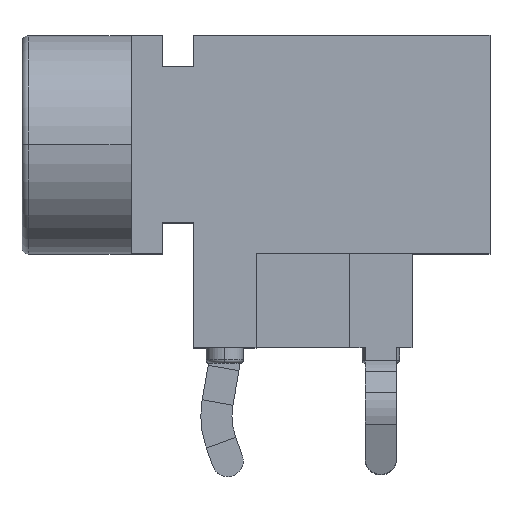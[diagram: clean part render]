
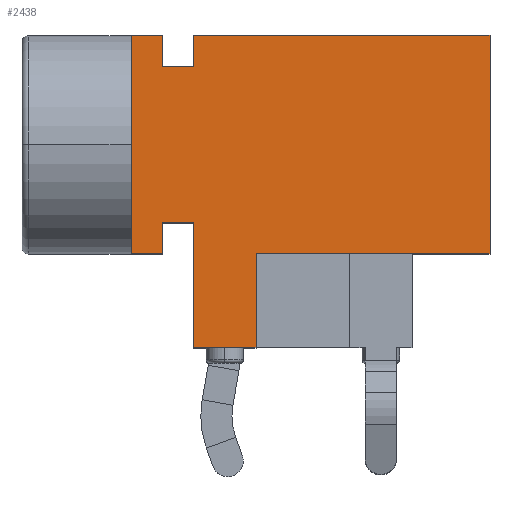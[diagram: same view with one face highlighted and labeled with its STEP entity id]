
A CAD part, top view. The second image highlights one B-rep face of the part: STEP entity #2438.
In plain terms, the highlighted planar face has unit normal (0, 0, 1).
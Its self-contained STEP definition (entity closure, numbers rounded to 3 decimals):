
#2 = FACE_OUTER_BOUND ( 'NONE', #3424, .T. ) ;
#43 = CARTESIAN_POINT ( 'NONE',  ( -2., 9., 6. ) ) ;
#45 = LINE ( 'NONE', #2822, #4069 ) ;
#56 = CARTESIAN_POINT ( 'NONE',  ( -2., 9., 6. ) ) ;
#100 = LINE ( 'NONE', #2963, #1903 ) ;
#115 = DIRECTION ( 'NONE',  ( 0., 1., 0. ) ) ;
#131 = DIRECTION ( 'NONE',  ( 0., 1., 0. ) ) ;
#198 = LINE ( 'NONE', #4150, #4218 ) ;
#202 = EDGE_CURVE ( 'NONE', #3561, #499, #198, .T. ) ;
#255 = EDGE_CURVE ( 'NONE', #3029, #1616, #4097, .T. ) ;
#320 = ORIENTED_EDGE ( 'NONE', *, *, #4571, .F. ) ;
#499 = VERTEX_POINT ( 'NONE', #3973 ) ;
#533 = VERTEX_POINT ( 'NONE', #1243 ) ;
#535 = VECTOR ( 'NONE', #4071, 1000. ) ;
#537 = CARTESIAN_POINT ( 'NONE',  ( -1., 3., 6. ) ) ;
#543 = DIRECTION ( 'NONE',  ( 0., -1., 0. ) ) ;
#568 = CARTESIAN_POINT ( 'NONE',  ( 8.5, 10., 6. ) ) ;
#573 = DIRECTION ( 'NONE',  ( 1., 0., 0. ) ) ;
#632 = CARTESIAN_POINT ( 'NONE',  ( -3., 10., 6. ) ) ;
#653 = LINE ( 'NONE', #940, #535 ) ;
#757 = CARTESIAN_POINT ( 'NONE',  ( 8.5, 10., 6. ) ) ;
#759 = VECTOR ( 'NONE', #115, 1000. ) ;
#784 = ORIENTED_EDGE ( 'NONE', *, *, #4461, .F. ) ;
#940 = CARTESIAN_POINT ( 'NONE',  ( 1., 3., 6. ) ) ;
#942 = VECTOR ( 'NONE', #3480, 1000. ) ;
#1005 = CARTESIAN_POINT ( 'NONE',  ( -1., 4., 6. ) ) ;
#1026 = PLANE ( 'NONE',  #3623 ) ;
#1029 = VERTEX_POINT ( 'NONE', #3752 ) ;
#1122 = LINE ( 'NONE', #537, #4129 ) ;
#1222 = ORIENTED_EDGE ( 'NONE', *, *, #202, .T. ) ;
#1243 = CARTESIAN_POINT ( 'NONE',  ( -3., 10., 6. ) ) ;
#1283 = CARTESIAN_POINT ( 'NONE',  ( -3., 3., 6. ) ) ;
#1401 = DIRECTION ( 'NONE',  ( -1., 0., 0. ) ) ;
#1424 = CARTESIAN_POINT ( 'NONE',  ( -2., 4., 6. ) ) ;
#1616 = VERTEX_POINT ( 'NONE', #4369 ) ;
#1626 = CARTESIAN_POINT ( 'NONE',  ( -1., 9., 6. ) ) ;
#1695 = VERTEX_POINT ( 'NONE', #1283 ) ;
#1697 = ORIENTED_EDGE ( 'NONE', *, *, #1941, .T. ) ;
#1735 = ORIENTED_EDGE ( 'NONE', *, *, #255, .F. ) ;
#1817 = DIRECTION ( 'NONE',  ( -1., 0., 0. ) ) ;
#1903 = VECTOR ( 'NONE', #2188, 1000. ) ;
#1941 = EDGE_CURVE ( 'NONE', #533, #1695, #3073, .T. ) ;
#1953 = ORIENTED_EDGE ( 'NONE', *, *, #4371, .T. ) ;
#1966 = LINE ( 'NONE', #4840, #3934 ) ;
#2028 = LINE ( 'NONE', #4456, #4001 ) ;
#2032 = CARTESIAN_POINT ( 'NONE',  ( -1., 0., 6. ) ) ;
#2039 = VECTOR ( 'NONE', #2263, 1000. ) ;
#2066 = DIRECTION ( 'NONE',  ( 0., -1., 0. ) ) ;
#2129 = CARTESIAN_POINT ( 'NONE',  ( -2., 3., 6. ) ) ;
#2188 = DIRECTION ( 'NONE',  ( -1., 0., 0. ) ) ;
#2235 = CARTESIAN_POINT ( 'NONE',  ( -3., 10., 6. ) ) ;
#2246 = VERTEX_POINT ( 'NONE', #4811 ) ;
#2263 = DIRECTION ( 'NONE',  ( 0., -1., 0. ) ) ;
#2351 = DIRECTION ( 'NONE',  ( 1., 0., 0. ) ) ;
#2383 = ORIENTED_EDGE ( 'NONE', *, *, #4173, .F. ) ;
#2387 = VERTEX_POINT ( 'NONE', #2129 ) ;
#2438 = ADVANCED_FACE ( 'NONE', ( #2 ), #1026, .F. ) ;
#2559 = DIRECTION ( 'NONE',  ( 0., 0., -1. ) ) ;
#2566 = DIRECTION ( 'NONE',  ( 1., 0., 0. ) ) ;
#2759 = LINE ( 'NONE', #43, #4370 ) ;
#2822 = CARTESIAN_POINT ( 'NONE',  ( -2., 9., 6. ) ) ;
#2893 = CARTESIAN_POINT ( 'NONE',  ( -3., 10., 6. ) ) ;
#2903 = EDGE_CURVE ( 'NONE', #1616, #2387, #4824, .T. ) ;
#2912 = EDGE_CURVE ( 'NONE', #2246, #4810, #653, .T. ) ;
#2915 = ORIENTED_EDGE ( 'NONE', *, *, #2912, .F. ) ;
#2937 = LINE ( 'NONE', #1626, #759 ) ;
#2963 = CARTESIAN_POINT ( 'NONE',  ( -3., 3., 6. ) ) ;
#3018 = ORIENTED_EDGE ( 'NONE', *, *, #4413, .F. ) ;
#3027 = ORIENTED_EDGE ( 'NONE', *, *, #2903, .F. ) ;
#3029 = VERTEX_POINT ( 'NONE', #1005 ) ;
#3073 = LINE ( 'NONE', #2235, #2039 ) ;
#3261 = CARTESIAN_POINT ( 'NONE',  ( -2., 4., 6. ) ) ;
#3361 = CARTESIAN_POINT ( 'NONE',  ( 1., 3., 6. ) ) ;
#3424 = EDGE_LOOP ( 'NONE', ( #4070, #3027, #1735, #5068, #1222, #3018, #2915, #2383, #4471, #320, #4732, #1953, #784, #1697 ) ) ;
#3430 = VECTOR ( 'NONE', #573, 1000. ) ;
#3478 = CARTESIAN_POINT ( 'NONE',  ( -1., 10., 6. ) ) ;
#3480 = DIRECTION ( 'NONE',  ( 0., -1., 0. ) ) ;
#3537 = CARTESIAN_POINT ( 'NONE',  ( -2., 10., 6. ) ) ;
#3561 = VERTEX_POINT ( 'NONE', #2032 ) ;
#3594 = EDGE_CURVE ( 'NONE', #3029, #3561, #1122, .T. ) ;
#3600 = EDGE_CURVE ( 'NONE', #4926, #3887, #2028, .T. ) ;
#3623 = AXIS2_PLACEMENT_3D ( 'NONE', #632, #2559, #1401 ) ;
#3690 = LINE ( 'NONE', #2893, #3430 ) ;
#3752 = CARTESIAN_POINT ( 'NONE',  ( -1., 9., 6. ) ) ;
#3887 = VERTEX_POINT ( 'NONE', #568 ) ;
#3927 = LINE ( 'NONE', #757, #942 ) ;
#3934 = VECTOR ( 'NONE', #543, 1000. ) ;
#3973 = CARTESIAN_POINT ( 'NONE',  ( 1., 0., 6. ) ) ;
#4001 = VECTOR ( 'NONE', #4854, 1000. ) ;
#4026 = EDGE_CURVE ( 'NONE', #2387, #1695, #100, .T. ) ;
#4069 = VECTOR ( 'NONE', #131, 1000. ) ;
#4070 = ORIENTED_EDGE ( 'NONE', *, *, #4026, .F. ) ;
#4071 = DIRECTION ( 'NONE',  ( -1., 0., 0. ) ) ;
#4097 = LINE ( 'NONE', #1424, #4894 ) ;
#4129 = VECTOR ( 'NONE', #2066, 1000. ) ;
#4150 = CARTESIAN_POINT ( 'NONE',  ( -3., 0., 6. ) ) ;
#4173 = EDGE_CURVE ( 'NONE', #3887, #2246, #3927, .T. ) ;
#4218 = VECTOR ( 'NONE', #2566, 1000. ) ;
#4241 = VERTEX_POINT ( 'NONE', #56 ) ;
#4246 = VERTEX_POINT ( 'NONE', #3537 ) ;
#4369 = CARTESIAN_POINT ( 'NONE',  ( -2., 4., 6. ) ) ;
#4370 = VECTOR ( 'NONE', #2351, 1000. ) ;
#4371 = EDGE_CURVE ( 'NONE', #4241, #4246, #45, .T. ) ;
#4413 = EDGE_CURVE ( 'NONE', #4810, #499, #1966, .T. ) ;
#4456 = CARTESIAN_POINT ( 'NONE',  ( -3., 10., 6. ) ) ;
#4461 = EDGE_CURVE ( 'NONE', #533, #4246, #3690, .T. ) ;
#4471 = ORIENTED_EDGE ( 'NONE', *, *, #3600, .F. ) ;
#4483 = EDGE_CURVE ( 'NONE', #4241, #1029, #2759, .T. ) ;
#4571 = EDGE_CURVE ( 'NONE', #1029, #4926, #2937, .T. ) ;
#4689 = VECTOR ( 'NONE', #4855, 1000. ) ;
#4732 = ORIENTED_EDGE ( 'NONE', *, *, #4483, .F. ) ;
#4810 = VERTEX_POINT ( 'NONE', #3361 ) ;
#4811 = CARTESIAN_POINT ( 'NONE',  ( 8.5, 3., 6. ) ) ;
#4824 = LINE ( 'NONE', #3261, #4689 ) ;
#4840 = CARTESIAN_POINT ( 'NONE',  ( 1., 3., 6. ) ) ;
#4854 = DIRECTION ( 'NONE',  ( 1., 0., 0. ) ) ;
#4855 = DIRECTION ( 'NONE',  ( 0., -1., 0. ) ) ;
#4894 = VECTOR ( 'NONE', #1817, 1000. ) ;
#4926 = VERTEX_POINT ( 'NONE', #3478 ) ;
#5068 = ORIENTED_EDGE ( 'NONE', *, *, #3594, .T. ) ;
